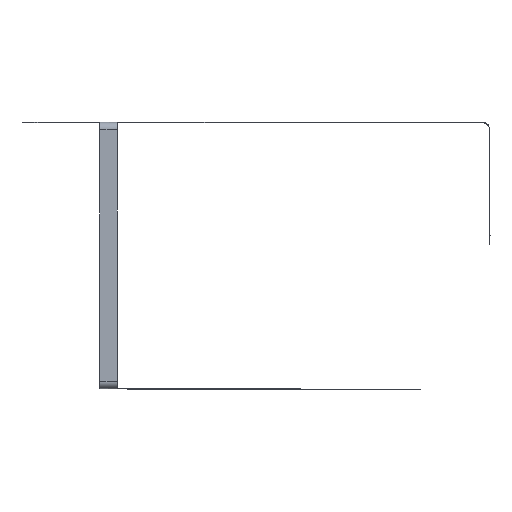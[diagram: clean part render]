
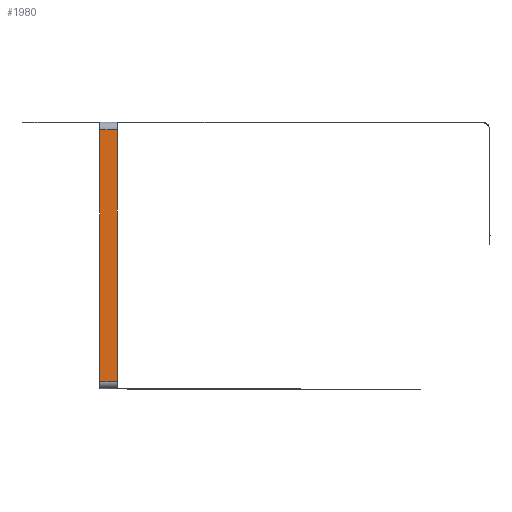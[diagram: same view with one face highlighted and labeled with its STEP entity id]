
A CAD part, left-side view. The second image highlights one B-rep face of the part: STEP entity #1980.
In plain terms, the highlighted planar face has unit normal (-1, 0, 0).
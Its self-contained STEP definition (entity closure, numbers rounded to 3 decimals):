
#1955 = VERTEX_POINT('',#1956);
#1956 = CARTESIAN_POINT('',(95.719,137.825,
    -72.81));
#1962 = EDGE_CURVE('',#1963,#1955,#1965,.T.);
#1963 = VERTEX_POINT('',#1964);
#1964 = CARTESIAN_POINT('',(95.719,142.825,
    -72.799));
#1965 = LINE('',#1966,#1967);
#1966 = CARTESIAN_POINT('',(95.719,142.825,
    -72.799));
#1967 = VECTOR('',#1968,1.);
#1968 = DIRECTION('',(0.,-1.,
    -0.002));
#1980 = ADVANCED_FACE('',(#1981),#2006,.T.);
#1981 = FACE_BOUND('',#1982,.T.);
#1982 = EDGE_LOOP('',(#1983,#1984,#1992,#2000));
#1983 = ORIENTED_EDGE('',*,*,#1962,.T.);
#1984 = ORIENTED_EDGE('',*,*,#1985,.T.);
#1985 = EDGE_CURVE('',#1955,#1986,#1988,.T.);
#1986 = VERTEX_POINT('',#1987);
#1987 = CARTESIAN_POINT('',(95.719,137.825,
    -2.025));
#1988 = LINE('',#1989,#1990);
#1989 = CARTESIAN_POINT('',(95.719,137.825,
    -72.81));
#1990 = VECTOR('',#1991,1.);
#1991 = DIRECTION('',(0.,0.,1.));
#1992 = ORIENTED_EDGE('',*,*,#1993,.T.);
#1993 = EDGE_CURVE('',#1986,#1994,#1996,.T.);
#1994 = VERTEX_POINT('',#1995);
#1995 = CARTESIAN_POINT('',(95.719,142.825,
    -2.025));
#1996 = LINE('',#1997,#1998);
#1997 = CARTESIAN_POINT('',(95.719,137.825,
    -2.025));
#1998 = VECTOR('',#1999,1.);
#1999 = DIRECTION('',(0.,1.,0.));
#2000 = ORIENTED_EDGE('',*,*,#2001,.T.);
#2001 = EDGE_CURVE('',#1994,#1963,#2002,.T.);
#2002 = LINE('',#2003,#2004);
#2003 = CARTESIAN_POINT('',(95.719,142.825,
    -2.025));
#2004 = VECTOR('',#2005,1.);
#2005 = DIRECTION('',(0.,0.,-1.));
#2006 = PLANE('',#2007);
#2007 = AXIS2_PLACEMENT_3D('',#2008,#2009,#2010);
#2008 = CARTESIAN_POINT('',(95.719,142.825,
    -72.799));
#2009 = DIRECTION('',(-1.,0.,0.));
#2010 = DIRECTION('',(0.,0.,1.));
